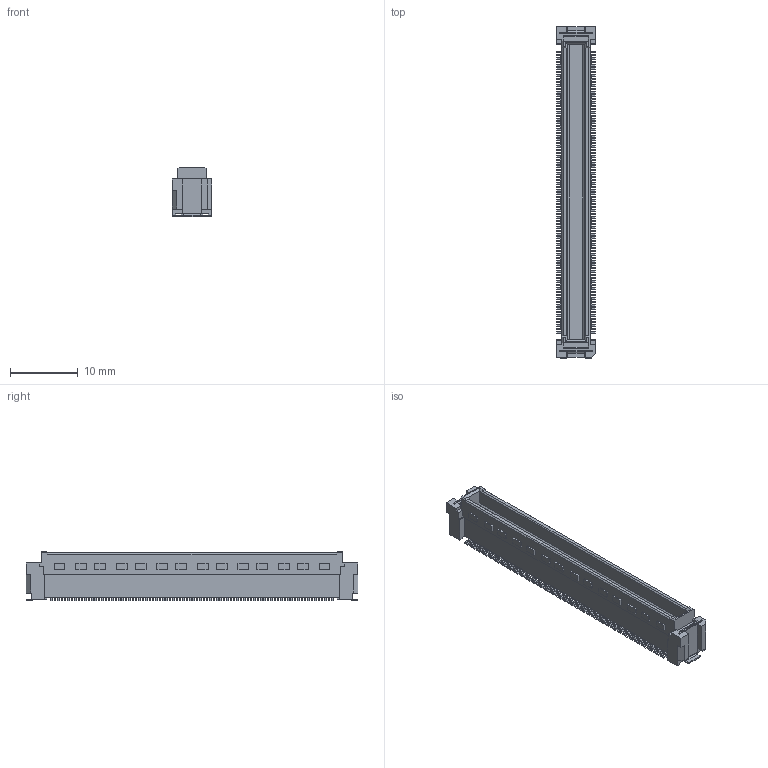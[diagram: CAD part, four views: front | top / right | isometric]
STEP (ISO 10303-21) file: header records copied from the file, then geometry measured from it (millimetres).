
FILE_DESCRIPTION(('CoCreate Modeling STEP Export'),'2;1');
FILE_NAME('FX10B-168P-SV4.stp','2011-04-18T16:27:53',(''),(''),'CoCreate Modeling STEP processor for AP214 (Solid Model)','CoCreate Modeling 17.0 01-Apr-2010 (C) Parametric Technology GmbH','');
FILE_SCHEMA(('AUTOMOTIVE_DESIGN { 1 0 10303 214 1 1 1 1 }'));
Length unit declared in the file: millimetre
Products named in the file (1): FX10B-168P-SV4
Bounding box: 5.9 x 49.1 x 7.25 mm (x, y, z)
Volume: 1048.5 mm3; surface area: 1667.5 mm2
Topology: 1 solids, 1 shells, 1469 faces, 3771 edges, 2506 vertices
Faces by surface type: plane 1129, cylinder 340
Entity records: 44048 total; most frequent: CARTESIAN_POINT 7700, ORIENTED_EDGE 7542, DIRECTION 7305, EDGE_CURVE 3771, VECTOR 3083, LINE 3083, VERTEX_POINT 2506, AXIS2_PLACEMENT_3D 2111
